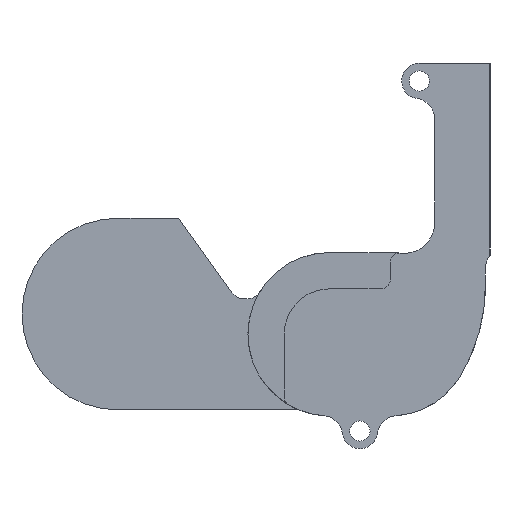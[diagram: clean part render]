
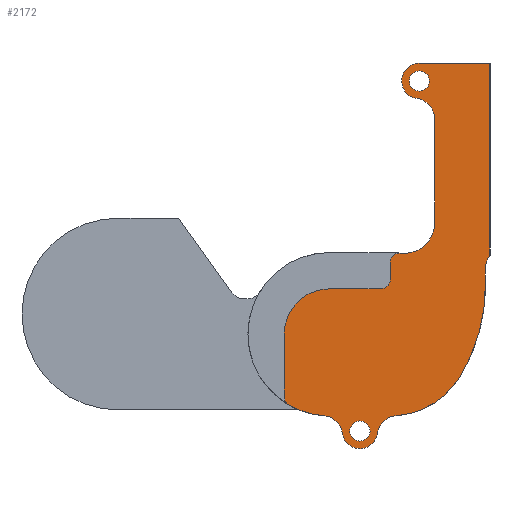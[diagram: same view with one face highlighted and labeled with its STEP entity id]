
A CAD part, front view. The second image highlights one B-rep face of the part: STEP entity #2172.
In plain terms, the highlighted planar face has unit normal (0, -1, 0).
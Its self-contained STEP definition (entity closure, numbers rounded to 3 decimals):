
#50=FACE_BOUND('',#297,.T.);
#51=FACE_BOUND('',#298,.T.);
#85=PLANE('',#2410);
#171=FACE_OUTER_BOUND('',#296,.T.);
#296=EDGE_LOOP('',(#1792,#1793,#1794,#1795,#1796,#1797,#1798,#1799,#1800,
#1801,#1802,#1803,#1804,#1805,#1806,#1807,#1808,#1809,#1810,#1811,#1812,
#1813));
#297=EDGE_LOOP('',(#1814));
#298=EDGE_LOOP('',(#1815));
#478=LINE('',#3737,#663);
#479=LINE('',#3741,#664);
#480=LINE('',#3743,#665);
#481=LINE('',#3749,#666);
#482=LINE('',#3754,#667);
#483=LINE('',#3758,#668);
#484=LINE('',#3762,#669);
#663=VECTOR('',#2973,1000.);
#664=VECTOR('',#2976,1000.);
#665=VECTOR('',#2977,1000.);
#666=VECTOR('',#2982,1000.);
#667=VECTOR('',#2987,1000.);
#668=VECTOR('',#2990,1000.);
#669=VECTOR('',#2993,1000.);
#780=CIRCLE('',#2368,0.9);
#781=CIRCLE('',#2370,1.);
#783=CIRCLE('',#2373,1.75);
#785=CIRCLE('',#2376,1.);
#809=CIRCLE('',#2409,8.1);
#810=CIRCLE('',#2411,8.1);
#811=CIRCLE('',#2412,2.);
#812=CIRCLE('',#2413,2.);
#813=CIRCLE('',#2414,17.545);
#814=CIRCLE('',#2415,2.);
#815=CIRCLE('',#2416,1.75);
#816=CIRCLE('',#2417,2.);
#817=CIRCLE('',#2418,3.);
#818=CIRCLE('',#2419,8.1);
#819=CIRCLE('',#2420,0.9);
#820=CIRCLE('',#2421,4.5);
#821=CIRCLE('',#2422,0.9);
#966=VERTEX_POINT('',#3595);
#967=VERTEX_POINT('',#3597);
#968=VERTEX_POINT('',#3601);
#970=VERTEX_POINT('',#3607);
#971=VERTEX_POINT('',#3608);
#974=VERTEX_POINT('',#3616);
#1015=VERTEX_POINT('',#3723);
#1016=VERTEX_POINT('',#3725);
#1017=VERTEX_POINT('',#3729);
#1018=VERTEX_POINT('',#3730);
#1019=VERTEX_POINT('',#3734);
#1020=VERTEX_POINT('',#3736);
#1021=VERTEX_POINT('',#3738);
#1022=VERTEX_POINT('',#3740);
#1023=VERTEX_POINT('',#3742);
#1024=VERTEX_POINT('',#3744);
#1025=VERTEX_POINT('',#3746);
#1026=VERTEX_POINT('',#3748);
#1027=VERTEX_POINT('',#3750);
#1028=VERTEX_POINT('',#3753);
#1029=VERTEX_POINT('',#3755);
#1030=VERTEX_POINT('',#3757);
#1031=VERTEX_POINT('',#3759);
#1032=VERTEX_POINT('',#3761);
#1231=EDGE_CURVE('',#966,#967,#780,.T.);
#1233=EDGE_CURVE('',#968,#968,#781,.T.);
#1236=EDGE_CURVE('',#970,#971,#783,.T.);
#1240=EDGE_CURVE('',#974,#974,#785,.T.);
#1291=EDGE_CURVE('',#1016,#1015,#809,.T.);
#1293=EDGE_CURVE('',#1017,#1018,#810,.T.);
#1294=EDGE_CURVE('',#971,#1018,#811,.T.);
#1295=EDGE_CURVE('',#1016,#970,#812,.T.);
#1296=EDGE_CURVE('',#1019,#1015,#813,.T.);
#1297=EDGE_CURVE('',#1020,#1019,#478,.T.);
#1298=EDGE_CURVE('',#1021,#1020,#814,.T.);
#1299=EDGE_CURVE('',#1022,#1021,#479,.T.);
#1300=EDGE_CURVE('',#1023,#1022,#480,.T.);
#1301=EDGE_CURVE('',#1024,#1023,#815,.T.);
#1302=EDGE_CURVE('',#1025,#1024,#816,.T.);
#1303=EDGE_CURVE('',#1026,#1025,#481,.T.);
#1304=EDGE_CURVE('',#1027,#1026,#817,.T.);
#1305=EDGE_CURVE('',#1027,#967,#818,.T.);
#1306=EDGE_CURVE('',#966,#1028,#482,.T.);
#1307=EDGE_CURVE('',#1029,#1028,#819,.T.);
#1308=EDGE_CURVE('',#1029,#1030,#483,.T.);
#1309=EDGE_CURVE('',#1030,#1031,#820,.T.);
#1310=EDGE_CURVE('',#1031,#1032,#484,.T.);
#1311=EDGE_CURVE('',#1017,#1032,#821,.T.);
#1792=ORIENTED_EDGE('',*,*,#1293,.T.);
#1793=ORIENTED_EDGE('',*,*,#1294,.F.);
#1794=ORIENTED_EDGE('',*,*,#1236,.F.);
#1795=ORIENTED_EDGE('',*,*,#1295,.F.);
#1796=ORIENTED_EDGE('',*,*,#1291,.T.);
#1797=ORIENTED_EDGE('',*,*,#1296,.F.);
#1798=ORIENTED_EDGE('',*,*,#1297,.F.);
#1799=ORIENTED_EDGE('',*,*,#1298,.F.);
#1800=ORIENTED_EDGE('',*,*,#1299,.F.);
#1801=ORIENTED_EDGE('',*,*,#1300,.F.);
#1802=ORIENTED_EDGE('',*,*,#1301,.F.);
#1803=ORIENTED_EDGE('',*,*,#1302,.F.);
#1804=ORIENTED_EDGE('',*,*,#1303,.F.);
#1805=ORIENTED_EDGE('',*,*,#1304,.F.);
#1806=ORIENTED_EDGE('',*,*,#1305,.T.);
#1807=ORIENTED_EDGE('',*,*,#1231,.F.);
#1808=ORIENTED_EDGE('',*,*,#1306,.T.);
#1809=ORIENTED_EDGE('',*,*,#1307,.F.);
#1810=ORIENTED_EDGE('',*,*,#1308,.T.);
#1811=ORIENTED_EDGE('',*,*,#1309,.T.);
#1812=ORIENTED_EDGE('',*,*,#1310,.T.);
#1813=ORIENTED_EDGE('',*,*,#1311,.F.);
#1814=ORIENTED_EDGE('',*,*,#1240,.T.);
#1815=ORIENTED_EDGE('',*,*,#1233,.T.);
#2172=ADVANCED_FACE('',(#171,#50,#51),#85,.F.);
#2368=AXIS2_PLACEMENT_3D('',#3598,#2848,#2849);
#2370=AXIS2_PLACEMENT_3D('',#3602,#2853,#2854);
#2373=AXIS2_PLACEMENT_3D('',#3609,#2860,#2861);
#2376=AXIS2_PLACEMENT_3D('',#3617,#2868,#2869);
#2409=AXIS2_PLACEMENT_3D('',#3726,#2960,#2961);
#2410=AXIS2_PLACEMENT_3D('',#3728,#2963,#2964);
#2411=AXIS2_PLACEMENT_3D('',#3731,#2965,#2966);
#2412=AXIS2_PLACEMENT_3D('',#3732,#2967,#2968);
#2413=AXIS2_PLACEMENT_3D('',#3733,#2969,#2970);
#2414=AXIS2_PLACEMENT_3D('',#3735,#2971,#2972);
#2415=AXIS2_PLACEMENT_3D('',#3739,#2974,#2975);
#2416=AXIS2_PLACEMENT_3D('',#3745,#2978,#2979);
#2417=AXIS2_PLACEMENT_3D('',#3747,#2980,#2981);
#2418=AXIS2_PLACEMENT_3D('',#3751,#2983,#2984);
#2419=AXIS2_PLACEMENT_3D('',#3752,#2985,#2986);
#2420=AXIS2_PLACEMENT_3D('',#3756,#2988,#2989);
#2421=AXIS2_PLACEMENT_3D('',#3760,#2991,#2992);
#2422=AXIS2_PLACEMENT_3D('',#3763,#2994,#2995);
#2848=DIRECTION('center_axis',(0.,1.,0.));
#2849=DIRECTION('ref_axis',(0.,0.,-1.));
#2853=DIRECTION('center_axis',(0.,1.,0.));
#2854=DIRECTION('ref_axis',(0.,0.,-1.));
#2860=DIRECTION('center_axis',(0.,1.,0.));
#2861=DIRECTION('ref_axis',(0.,0.,-1.));
#2868=DIRECTION('center_axis',(0.,1.,0.));
#2869=DIRECTION('ref_axis',(0.,0.,-1.));
#2960=DIRECTION('center_axis',(0.,-1.,0.));
#2961=DIRECTION('ref_axis',(0.,0.,-1.));
#2963=DIRECTION('center_axis',(0.,1.,0.));
#2964=DIRECTION('ref_axis',(0.,0.,-1.));
#2965=DIRECTION('center_axis',(0.,-1.,0.));
#2966=DIRECTION('ref_axis',(0.,0.,-1.));
#2967=DIRECTION('center_axis',(0.,-1.,0.));
#2968=DIRECTION('ref_axis',(0.,0.,-1.));
#2969=DIRECTION('center_axis',(0.,-1.,0.));
#2970=DIRECTION('ref_axis',(0.,0.,-1.));
#2971=DIRECTION('center_axis',(0.,1.,0.));
#2972=DIRECTION('ref_axis',(0.,0.,-1.));
#2973=DIRECTION('',(0.,0.,-1.));
#2974=DIRECTION('center_axis',(0.,-1.,0.));
#2975=DIRECTION('ref_axis',(0.,0.,-1.));
#2976=DIRECTION('',(0.,0.,-1.));
#2977=DIRECTION('',(1.,0.,0.));
#2978=DIRECTION('center_axis',(0.,1.,0.));
#2979=DIRECTION('ref_axis',(0.,0.,-1.));
#2980=DIRECTION('center_axis',(0.,-1.,0.));
#2981=DIRECTION('ref_axis',(0.,0.,-1.));
#2982=DIRECTION('',(0.,0.,1.));
#2983=DIRECTION('center_axis',(0.,-1.,0.));
#2984=DIRECTION('ref_axis',(0.,0.,-1.));
#2985=DIRECTION('center_axis',(0.,-1.,0.));
#2986=DIRECTION('ref_axis',(0.,0.,-1.));
#2987=DIRECTION('',(0.,0.,-1.));
#2988=DIRECTION('center_axis',(0.,-1.,0.));
#2989=DIRECTION('ref_axis',(0.,0.,-1.));
#2990=DIRECTION('',(-1.,0.,0.));
#2991=DIRECTION('center_axis',(0.,-1.,0.));
#2992=DIRECTION('ref_axis',(0.,0.,1.));
#2993=DIRECTION('',(0.,0.,-1.));
#2994=DIRECTION('center_axis',(0.,1.,0.));
#2995=DIRECTION('ref_axis',(0.,0.,-1.));
#3595=CARTESIAN_POINT('',(6.,0.,7.144));
#3597=CARTESIAN_POINT('',(7.013,0.,8.036));
#3598=CARTESIAN_POINT('Origin',(6.9,0.,7.144));
#3601=CARTESIAN_POINT('',(3.,0.,-8.6));
#3602=CARTESIAN_POINT('Origin',(3.,0.,-9.6));
#3607=CARTESIAN_POINT('',(4.736,0.,-9.821));
#3608=CARTESIAN_POINT('',(1.264,0.,-9.821));
#3609=CARTESIAN_POINT('Origin',(3.,0.,-9.6));
#3616=CARTESIAN_POINT('',(8.895,0.,26.1));
#3617=CARTESIAN_POINT('Origin',(8.895,0.,25.1));
#3723=CARTESIAN_POINT('',(12.951,0.,-4.159));
#3725=CARTESIAN_POINT('',(6.577,0.,-8.079));
#3726=CARTESIAN_POINT('Origin',(6.,0.,0.));
#3728=CARTESIAN_POINT('Origin',(0.,0.,0.));
#3729=CARTESIAN_POINT('',(-4.05,0.,-7.015));
#3730=CARTESIAN_POINT('',(-0.577,0.,-8.079));
#3731=CARTESIAN_POINT('Origin',(0.,0.,0.));
#3732=CARTESIAN_POINT('Origin',(-0.72,0.,-10.074));
#3733=CARTESIAN_POINT('Origin',(6.72,0.,-10.074));
#3734=CARTESIAN_POINT('',(15.44,0.,4.85));
#3735=CARTESIAN_POINT('Origin',(-2.105,0.,4.85));
#3736=CARTESIAN_POINT('',(15.44,0.,6.58));
#3737=CARTESIAN_POINT('',(15.44,0.,7.85));
#3738=CARTESIAN_POINT('',(15.895,0.,7.85));
#3739=CARTESIAN_POINT('Origin',(17.44,0.,6.58));
#3740=CARTESIAN_POINT('',(15.895,0.,26.85));
#3741=CARTESIAN_POINT('',(15.895,0.,26.85));
#3742=CARTESIAN_POINT('',(8.895,0.,26.85));
#3743=CARTESIAN_POINT('',(15.895,0.,26.85));
#3744=CARTESIAN_POINT('',(8.662,0.,23.366));
#3745=CARTESIAN_POINT('Origin',(8.895,0.,25.1));
#3746=CARTESIAN_POINT('',(10.395,0.,21.383));
#3747=CARTESIAN_POINT('Origin',(8.395,0.,21.383));
#3748=CARTESIAN_POINT('',(10.395,0.,11.012));
#3749=CARTESIAN_POINT('',(10.395,0.,26.85));
#3750=CARTESIAN_POINT('',(7.018,0.,8.036));
#3751=CARTESIAN_POINT('Origin',(7.395,0.,11.012));
#3752=CARTESIAN_POINT('Origin',(6.,0.,0.));
#3753=CARTESIAN_POINT('',(6.,0.,5.4));
#3754=CARTESIAN_POINT('',(6.,0.,4.5));
#3755=CARTESIAN_POINT('',(5.1,0.,4.5));
#3756=CARTESIAN_POINT('Origin',(5.1,0.,5.4));
#3757=CARTESIAN_POINT('',(0.,0.,4.5));
#3758=CARTESIAN_POINT('',(0.,0.,4.5));
#3759=CARTESIAN_POINT('',(-4.5,0.,0.));
#3760=CARTESIAN_POINT('Origin',(0.,0.,0.));
#3761=CARTESIAN_POINT('',(-4.5,0.,-6.235));
#3762=CARTESIAN_POINT('',(-4.5,0.,0.));
#3763=CARTESIAN_POINT('Origin',(-3.6,0.,-6.235));
